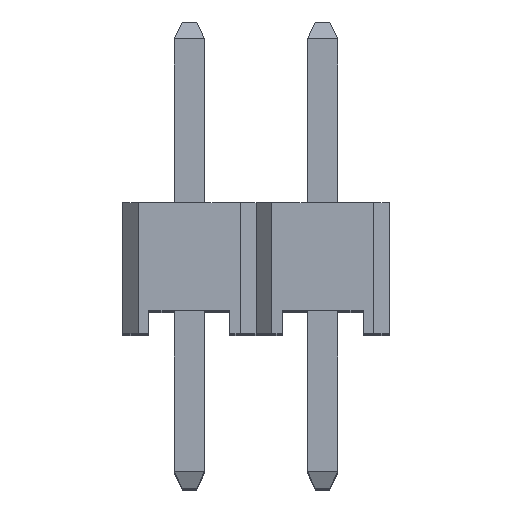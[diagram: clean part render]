
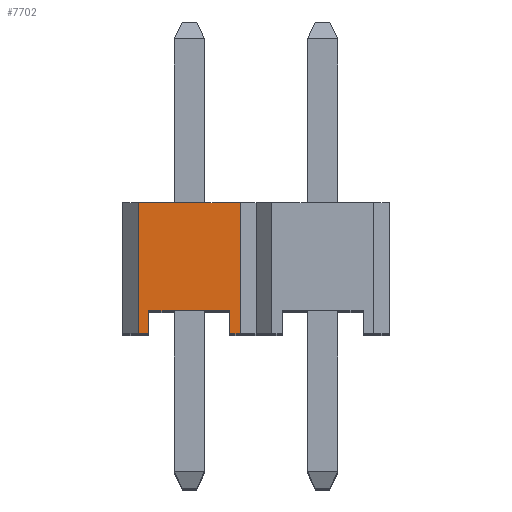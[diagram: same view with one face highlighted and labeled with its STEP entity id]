
A CAD part, top view. The second image highlights one B-rep face of the part: STEP entity #7702.
In plain terms, the highlighted planar face has unit normal (0, 0, 1).
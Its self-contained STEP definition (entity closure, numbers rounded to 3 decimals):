
#741 = CARTESIAN_POINT ( 'NONE',  ( 2.24, 2.5, 17.78 ) ) ;
#1057 = CARTESIAN_POINT ( 'NONE',  ( 2.04, 0.44, 17.78 ) ) ;
#1135 = VECTOR ( 'NONE', #1366, 1000. ) ;
#1242 = DIRECTION ( 'NONE',  ( 0., -1., 0. ) ) ;
#1366 = DIRECTION ( 'NONE',  ( 1., 0., 0. ) ) ;
#1522 = CARTESIAN_POINT ( 'NONE',  ( 0.5, 0., 17.78 ) ) ;
#3604 = LINE ( 'NONE', #17518, #11802 ) ;
#3642 = VERTEX_POINT ( 'NONE', #20329 ) ;
#3933 = DIRECTION ( 'NONE',  ( 0., -1., 0. ) ) ;
#4443 = CARTESIAN_POINT ( 'NONE',  ( 2.24, 0., 17.78 ) ) ;
#4907 = DIRECTION ( 'NONE',  ( 1., 0., 0. ) ) ;
#5094 = ORIENTED_EDGE ( 'NONE', *, *, #5764, .F. ) ;
#5290 = ORIENTED_EDGE ( 'NONE', *, *, #16974, .F. ) ;
#5727 = VERTEX_POINT ( 'NONE', #13949 ) ;
#5740 = LINE ( 'NONE', #17625, #10888 ) ;
#5764 = EDGE_CURVE ( 'NONE', #5727, #3642, #3604, .T. ) ;
#6241 = CARTESIAN_POINT ( 'NONE',  ( 2.04, 0., 17.78 ) ) ;
#6915 = CARTESIAN_POINT ( 'NONE',  ( 0.5, 0.44, 17.78 ) ) ;
#7178 = AXIS2_PLACEMENT_3D ( 'NONE', #13188, #16363, #14680 ) ;
#7572 = VERTEX_POINT ( 'NONE', #1522 ) ;
#7671 = LINE ( 'NONE', #16631, #14678 ) ;
#7702 = ADVANCED_FACE ( 'NONE', ( #12436 ), #19253, .F. ) ;
#7801 = VECTOR ( 'NONE', #14194, 1000. ) ;
#8152 = EDGE_LOOP ( 'NONE', ( #5290, #16357, #8514, #15071, #5094, #14740, #21666, #12844 ) ) ;
#8514 = ORIENTED_EDGE ( 'NONE', *, *, #20386, .T. ) ;
#8558 = DIRECTION ( 'NONE',  ( 0., -1., 0. ) ) ;
#8799 = VECTOR ( 'NONE', #21127, 1000. ) ;
#8848 = LINE ( 'NONE', #6915, #7801 ) ;
#8938 = VERTEX_POINT ( 'NONE', #16986 ) ;
#9189 = LINE ( 'NONE', #741, #8799 ) ;
#10234 = CARTESIAN_POINT ( 'NONE',  ( 2.04, 0.44, 17.78 ) ) ;
#10888 = VECTOR ( 'NONE', #3933, 1000. ) ;
#11026 = VECTOR ( 'NONE', #8558, 1000. ) ;
#11669 = EDGE_CURVE ( 'NONE', #5727, #8938, #5740, .T. ) ;
#11802 = VECTOR ( 'NONE', #19309, 1000. ) ;
#12436 = FACE_OUTER_BOUND ( 'NONE', #8152, .T. ) ;
#12844 = ORIENTED_EDGE ( 'NONE', *, *, #13365, .F. ) ;
#13188 = CARTESIAN_POINT ( 'NONE',  ( 0.3, 2.5, 17.78 ) ) ;
#13365 = EDGE_CURVE ( 'NONE', #17835, #7572, #7671, .T. ) ;
#13427 = VECTOR ( 'NONE', #4907, 1000. ) ;
#13726 = LINE ( 'NONE', #10234, #11026 ) ;
#13949 = CARTESIAN_POINT ( 'NONE',  ( 0.3, 2.5, 17.78 ) ) ;
#14194 = DIRECTION ( 'NONE',  ( -1., 0., 0. ) ) ;
#14678 = VECTOR ( 'NONE', #1242, 1000. ) ;
#14680 = DIRECTION ( 'NONE',  ( -1., 0., 0. ) ) ;
#14740 = ORIENTED_EDGE ( 'NONE', *, *, #11669, .T. ) ;
#14985 = CARTESIAN_POINT ( 'NONE',  ( 0.3, 0., 17.78 ) ) ;
#15071 = ORIENTED_EDGE ( 'NONE', *, *, #22116, .F. ) ;
#15597 = VERTEX_POINT ( 'NONE', #6241 ) ;
#15996 = CARTESIAN_POINT ( 'NONE',  ( 0.5, 0.44, 17.78 ) ) ;
#16089 = EDGE_CURVE ( 'NONE', #8938, #7572, #22023, .T. ) ;
#16357 = ORIENTED_EDGE ( 'NONE', *, *, #17327, .T. ) ;
#16363 = DIRECTION ( 'NONE',  ( 0., 0., -1. ) ) ;
#16631 = CARTESIAN_POINT ( 'NONE',  ( 0.5, 0.44, 17.78 ) ) ;
#16974 = EDGE_CURVE ( 'NONE', #20069, #17835, #8848, .T. ) ;
#16986 = CARTESIAN_POINT ( 'NONE',  ( 0.3, 0., 17.78 ) ) ;
#17327 = EDGE_CURVE ( 'NONE', #20069, #15597, #13726, .T. ) ;
#17518 = CARTESIAN_POINT ( 'NONE',  ( 0.3, 2.5, 17.78 ) ) ;
#17625 = CARTESIAN_POINT ( 'NONE',  ( 0.3, 2.5, 17.78 ) ) ;
#17835 = VERTEX_POINT ( 'NONE', #15996 ) ;
#18339 = LINE ( 'NONE', #14985, #1135 ) ;
#19253 = PLANE ( 'NONE',  #7178 ) ;
#19309 = DIRECTION ( 'NONE',  ( 1., 0., 0. ) ) ;
#20069 = VERTEX_POINT ( 'NONE', #1057 ) ;
#20249 = CARTESIAN_POINT ( 'NONE',  ( 0.3, 0., 17.78 ) ) ;
#20329 = CARTESIAN_POINT ( 'NONE',  ( 2.24, 2.5, 17.78 ) ) ;
#20386 = EDGE_CURVE ( 'NONE', #15597, #21109, #18339, .T. ) ;
#21109 = VERTEX_POINT ( 'NONE', #4443 ) ;
#21127 = DIRECTION ( 'NONE',  ( 0., -1., 0. ) ) ;
#21666 = ORIENTED_EDGE ( 'NONE', *, *, #16089, .T. ) ;
#22023 = LINE ( 'NONE', #20249, #13427 ) ;
#22116 = EDGE_CURVE ( 'NONE', #3642, #21109, #9189, .T. ) ;
